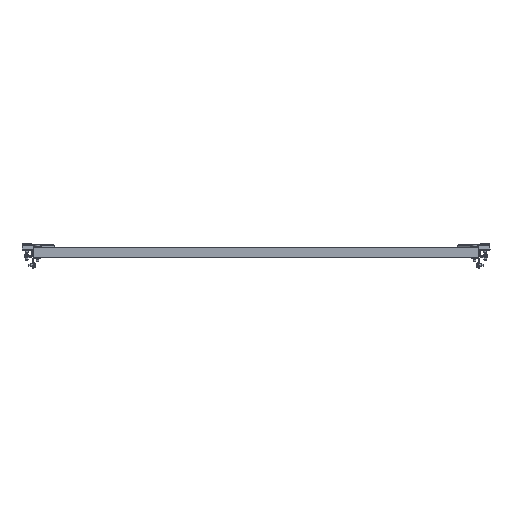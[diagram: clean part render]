
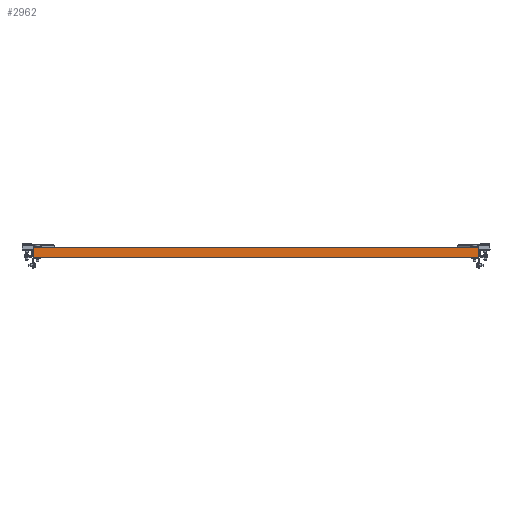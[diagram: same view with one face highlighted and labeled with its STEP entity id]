
A CAD part, front view. The second image highlights one B-rep face of the part: STEP entity #2962.
In plain terms, the highlighted planar face has unit normal (0, -1, 0).
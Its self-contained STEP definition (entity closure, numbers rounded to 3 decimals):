
#2962=ADVANCED_FACE('',(#5613),#5614,.F.);
#5613=FACE_OUTER_BOUND('',#8094,.T.);
#5614=PLANE('',#8095);
#8094=EDGE_LOOP('',(#14967,#14968,#14969,#14970));
#8095=AXIS2_PLACEMENT_3D('',#14971,#14972,#14973);
#14967=ORIENTED_EDGE('',*,*,#17695,.T.);
#14968=ORIENTED_EDGE('',*,*,#17691,.F.);
#14969=ORIENTED_EDGE('',*,*,#17696,.F.);
#14970=ORIENTED_EDGE('',*,*,#17688,.F.);
#14971=CARTESIAN_POINT('',(548.65,19.0,37.5));
#14972=DIRECTION('',(0.0,1.0,0.0));
#14973=DIRECTION('',(0.0,0.0,1.0));
#17688=EDGE_CURVE('',#21613,#21608,#21615,.T.);
#17691=EDGE_CURVE('',#21618,#21620,#21621,.T.);
#17695=EDGE_CURVE('',#21613,#21620,#21626,.T.);
#17696=EDGE_CURVE('',#21608,#21618,#21627,.T.);
#21608=VERTEX_POINT('',#26567);
#21613=VERTEX_POINT('',#26574);
#21615=LINE('',#26577,#26578);
#21618=VERTEX_POINT('',#26581);
#21620=VERTEX_POINT('',#26584);
#21621=LINE('',#26585,#26586);
#21626=LINE('',#26593,#26594);
#21627=LINE('',#26595,#26596);
#26567=CARTESIAN_POINT('',(1071.15,19.0,50.0));
#26574=CARTESIAN_POINT('',(26.15,19.0,50.0));
#26577=CARTESIAN_POINT('',(548.65,19.0,50.0));
#26578=VECTOR('',#30276,1.0);
#26581=CARTESIAN_POINT('',(1071.15,19.0,25.0));
#26584=CARTESIAN_POINT('',(26.15,19.0,25.0));
#26585=CARTESIAN_POINT('',(548.65,19.0,25.0));
#26586=VECTOR('',#30278,1.0);
#26593=CARTESIAN_POINT('',(26.15,19.0,37.5));
#26594=VECTOR('',#30281,1.0);
#26595=CARTESIAN_POINT('',(1071.15,19.0,37.5));
#26596=VECTOR('',#30282,1.0);
#30276=DIRECTION('',(1.0,0.0,0.0));
#30278=DIRECTION('',(-1.0,0.0,0.0));
#30281=DIRECTION('',(0.0,0.0,-1.0));
#30282=DIRECTION('',(0.0,0.0,-1.0));
